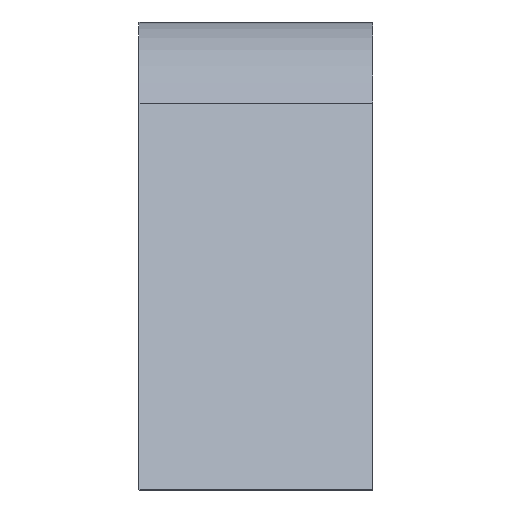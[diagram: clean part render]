
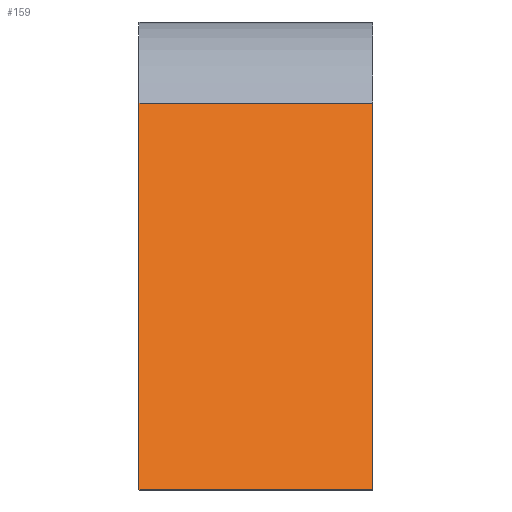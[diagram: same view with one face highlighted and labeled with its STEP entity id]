
A CAD part, left-side view. The second image highlights one B-rep face of the part: STEP entity #159.
In plain terms, the highlighted planar face has unit normal (-0.906, 0, 0.423).
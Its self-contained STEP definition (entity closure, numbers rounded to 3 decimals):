
#1 = ORIENTED_EDGE ( 'NONE', *, *, #285, .F. ) ;
#35 = EDGE_LOOP ( 'NONE', ( #127, #192, #1, #44 ) ) ;
#44 = ORIENTED_EDGE ( 'NONE', *, *, #313, .T. ) ;
#127 = ORIENTED_EDGE ( 'NONE', *, *, #276, .T. ) ;
#151 = VERTEX_POINT ( 'NONE', #597 ) ;
#159 = ADVANCED_FACE ( 'NONE', ( #676 ), #334, .F. ) ;
#192 = ORIENTED_EDGE ( 'NONE', *, *, #622, .F. ) ;
#193 = VECTOR ( 'NONE', #681, 1000. ) ;
#200 = VERTEX_POINT ( 'NONE', #661 ) ;
#211 = LINE ( 'NONE', #403, #193 ) ;
#231 = VERTEX_POINT ( 'NONE', #662 ) ;
#276 = EDGE_CURVE ( 'NONE', #231, #151, #342, .T. ) ;
#285 = EDGE_CURVE ( 'NONE', #474, #200, #327, .T. ) ;
#300 = VECTOR ( 'NONE', #466, 1000. ) ;
#313 = EDGE_CURVE ( 'NONE', #474, #231, #319, .T. ) ;
#319 = LINE ( 'NONE', #750, #300 ) ;
#320 = VECTOR ( 'NONE', #752, 1000. ) ;
#327 = LINE ( 'NONE', #748, #320 ) ;
#332 = VECTOR ( 'NONE', #744, 1000. ) ;
#334 = PLANE ( 'NONE',  #560 ) ;
#342 = LINE ( 'NONE', #510, #332 ) ;
#389 = DIRECTION ( 'NONE',  ( -0.423, 0., -0.906 ) ) ;
#391 = CARTESIAN_POINT ( 'NONE',  ( -109.512, 17.5, -9.125 ) ) ;
#403 = CARTESIAN_POINT ( 'NONE',  ( -109.512, 17.5, -9.125 ) ) ;
#462 = DIRECTION ( 'NONE',  ( 0.906, 0., -0.423 ) ) ;
#466 = DIRECTION ( 'NONE',  ( 0., -1., 0. ) ) ;
#474 = VERTEX_POINT ( 'NONE', #673 ) ;
#510 = CARTESIAN_POINT ( 'NONE',  ( -109.512, -17.5, -9.125 ) ) ;
#560 = AXIS2_PLACEMENT_3D ( 'NONE', #391, #462, #389 ) ;
#597 = CARTESIAN_POINT ( 'NONE',  ( -109.512, -17.5, -9.125 ) ) ;
#622 = EDGE_CURVE ( 'NONE', #200, #151, #211, .T. ) ;
#661 = CARTESIAN_POINT ( 'NONE',  ( -109.512, 17.5, -9.125 ) ) ;
#662 = CARTESIAN_POINT ( 'NONE',  ( -136.5, -17.5, -67. ) ) ;
#673 = CARTESIAN_POINT ( 'NONE',  ( -136.5, 17.5, -67. ) ) ;
#676 = FACE_OUTER_BOUND ( 'NONE', #35, .T. ) ;
#681 = DIRECTION ( 'NONE',  ( 0., -1., 0. ) ) ;
#744 = DIRECTION ( 'NONE',  ( 0.423, 0., 0.906 ) ) ;
#748 = CARTESIAN_POINT ( 'NONE',  ( -109.512, 17.5, -9.125 ) ) ;
#750 = CARTESIAN_POINT ( 'NONE',  ( -136.5, 17.5, -67. ) ) ;
#752 = DIRECTION ( 'NONE',  ( 0.423, 0., 0.906 ) ) ;
